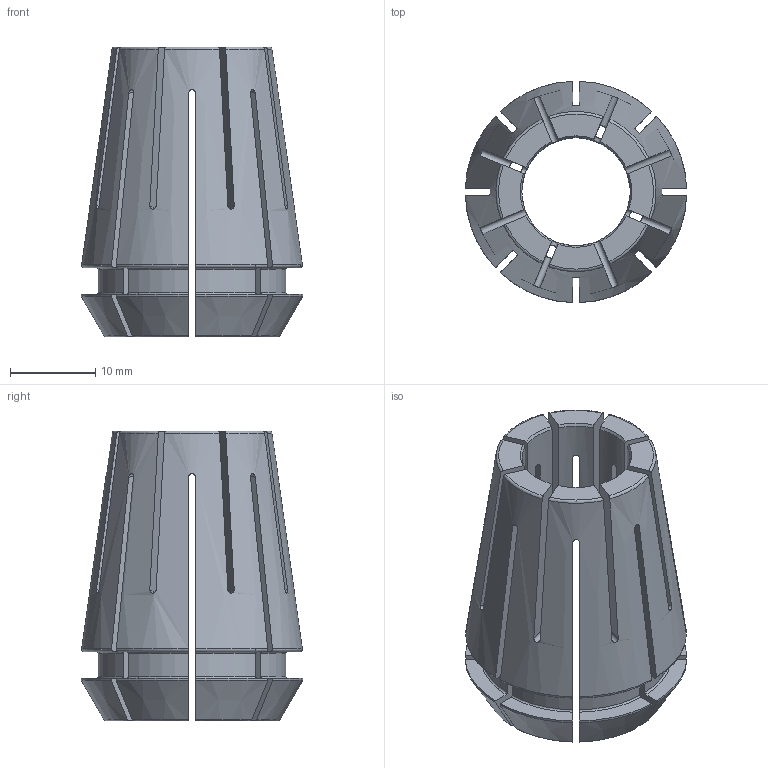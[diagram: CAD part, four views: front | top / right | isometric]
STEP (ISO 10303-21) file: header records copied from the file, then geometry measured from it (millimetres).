
FILE_DESCRIPTION(/* description */ (''),/* implementation_level */ '2;1');
FILE_NAME(/* name */ '122512709.stp',/* time_stamp */ '2023-02-10T16:47:25',/* author */ ('RJE'),/* organization */ ('REGO-FIX'),/* preprocessor_version */ ' Unknown',/* originating_system */ 'SIEMENS PLM Software Solid Edge ST10',/* authorization */ 'Unknown');
FILE_SCHEMA (('AUTOMOTIVE_DESIGN { 1 0 10303 214 2 1 1}'));
Length unit declared in the file: millimetre
Products named in the file (1): NOCUT
Bounding box: 25.99 x 25.99 x 34 mm (x, y, z)
Volume: 7680 mm3; surface area: 7818.3 mm2
Topology: 1 solids, 1 shells, 178 faces, 545 edges, 363 vertices
Faces by surface type: torus 68, plane 64, cone 25, cylinder 21
Full cylindrical faces by diameter (mm): 1.5 x4, 12.7 x1
Entity records: 6392 total; most frequent: CARTESIAN_POINT 1766, ORIENTED_EDGE 1064, DIRECTION 868, EDGE_CURVE 532, AXIS2_PLACEMENT_3D 362, VERTEX_POINT 356, B_SPLINE_CURVE_WITH_KNOTS 208, EDGE_LOOP 188
